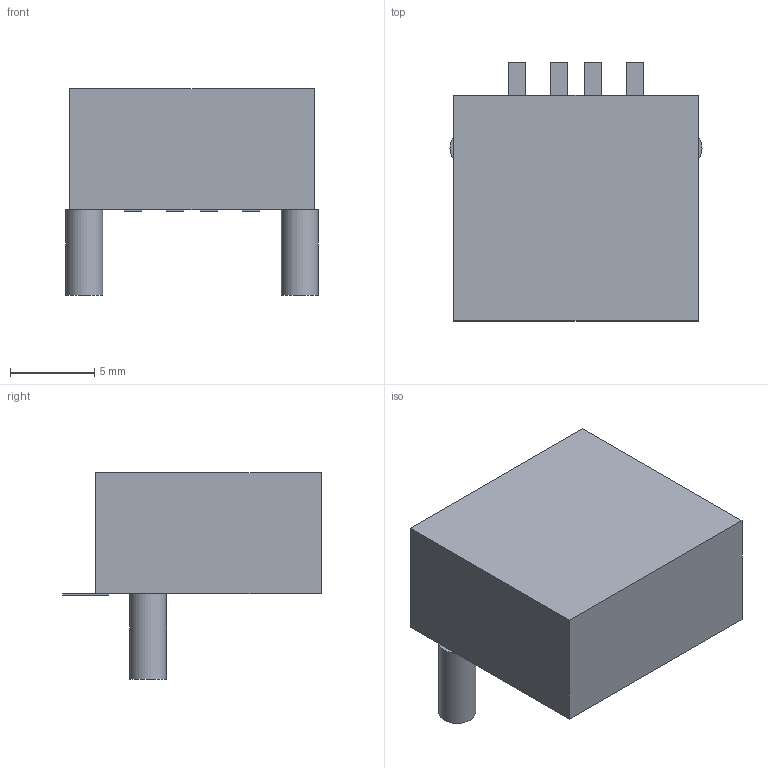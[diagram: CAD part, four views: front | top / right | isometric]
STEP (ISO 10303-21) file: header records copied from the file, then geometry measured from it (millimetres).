
FILE_DESCRIPTION(('FreeCAD Model'),'2;1');
FILE_NAME('14867250.1.4.stp','2021-09-14T13:08:56',( 'Author'),(''),'Open CASCADE STEP processor 6.9','FreeCAD','Unknown' );
FILE_SCHEMA(('AUTOMOTIVE_DESIGN { 1 0 10303 214 1 1 1 1 }'));
Length unit declared in the file: millimetre
Products named in the file (4): ASSEMBLY; Body; Pins; Leads
Assembly tree (3 placements, depth 2):
  ASSEMBLY
    Body
    Pins
    Leads
Bounding box: 14.98 x 15.35 x 12.3 mm (x, y, z)
Volume: 1438.2 mm3; surface area: 901 mm2
Topology: 7 solids, 7 shells, 36 faces, 66 edges, 44 vertices
Faces by surface type: plane 34, cylinder 2
Full cylindrical faces by diameter (mm): 2.18 x2
Entity records: 1852 total; most frequent: CARTESIAN_POINT 282, DIRECTION 282, LINE 190, VECTOR 190, ORIENTED_EDGE 132, PCURVE 132, DEFINITIONAL_REPRESENTATION 132, EDGE_CURVE 66
